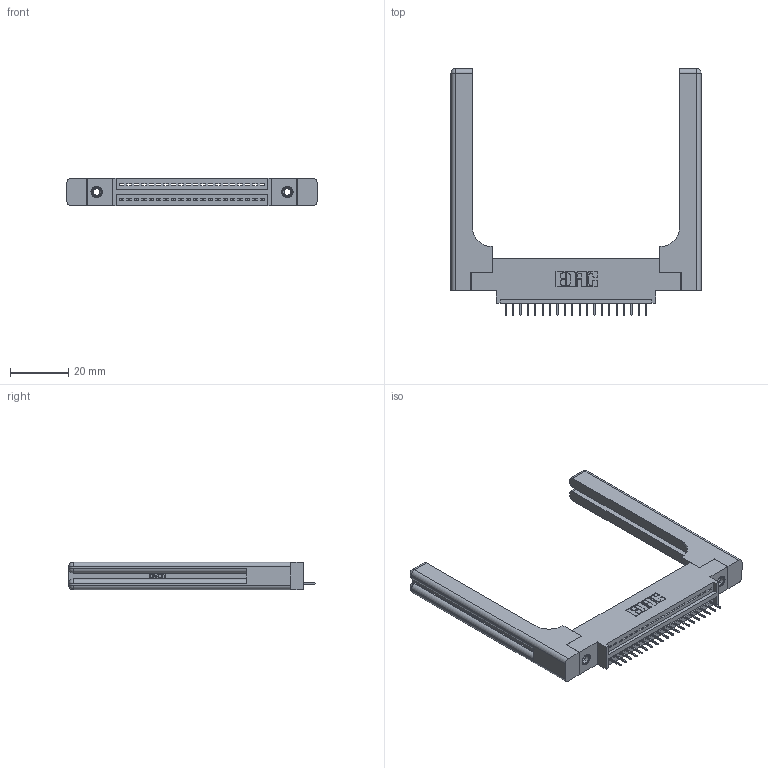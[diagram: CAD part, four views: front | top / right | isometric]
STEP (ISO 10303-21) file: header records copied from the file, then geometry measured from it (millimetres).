
FILE_DESCRIPTION (( 'STEP AP203' ), '1' );
FILE_NAME ('345-020-524-658.STEP', '2019-10-04T20:39:10', ( '' ), ( '' ), 'SwSTEP 2.0', 'SolidWorks 2016', '' );
FILE_SCHEMA (( 'CONFIG_CONTROL_DESIGN' ));
Length unit declared in the file: inch
Products named in the file (5): 345-020-524-658; 345 Part_0.170 Offset - 0.156 Dia-TH; 345-250-001_345-250-001-102; 345-220-058_345-220-058; 345-292-001_345-293-124
Assembly tree (25 placements, depth 2):
  345-020-524-658
    345 Part_0.170 Offset - 0.156 Dia-TH
    345-292-001_345-293-124  x20
    345-250-001_345-250-001-102  x2
    345-220-058_345-220-058  x2
Bounding box: 85.83 x 84.63 x 9.4 mm (x, y, z)
Volume: 16284.3 mm3; surface area: 15218.5 mm2
Topology: 25 solids, 25 shells, 1626 faces, 4619 edges, 2978 vertices
Faces by surface type: plane 1152, cylinder 414, bspline 36, cone 12, sphere 8, torus 4
Entity records: 23402 total; most frequent: CARTESIAN_POINT 5025, ORIENTED_EDGE 3776, DIRECTION 3368, EDGE_CURVE 1888, VECTOR 1588, LINE 1588, VERTEX_POINT 1246, AXIS2_PLACEMENT_3D 890
